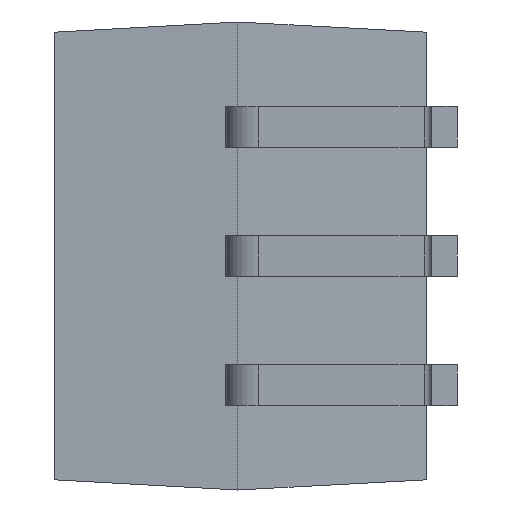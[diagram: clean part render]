
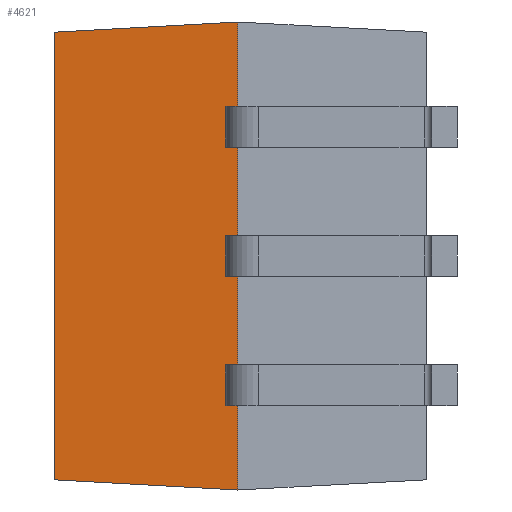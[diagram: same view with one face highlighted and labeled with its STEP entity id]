
A CAD part, left-side view. The second image highlights one B-rep face of the part: STEP entity #4621.
In plain terms, the highlighted planar face has unit normal (-0.999, 0.056, 0).
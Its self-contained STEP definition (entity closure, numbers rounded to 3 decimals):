
#472 = DIRECTION ( 'NONE',  ( 0.055, 0.997, -0.055 ) ) ;
#524 = VERTEX_POINT ( 'NONE', #2778 ) ;
#953 = VERTEX_POINT ( 'NONE', #3443 ) ;
#1282 = PLANE ( 'NONE',  #2600 ) ;
#1655 = CARTESIAN_POINT ( 'NONE',  ( -3.293, 3.771, -2.193 ) ) ;
#1692 = VECTOR ( 'NONE', #1986, 1000. ) ;
#1929 = FACE_OUTER_BOUND ( 'NONE', #3468, .T. ) ;
#1986 = DIRECTION ( 'NONE',  ( 0., 0., 1. ) ) ;
#2021 = EDGE_CURVE ( 'NONE', #953, #524, #4228, .T. ) ;
#2332 = LINE ( 'NONE', #4760, #1692 ) ;
#2600 = AXIS2_PLACEMENT_3D ( 'NONE', #5756, #3544, #4899 ) ;
#2674 = LINE ( 'NONE', #1655, #4793 ) ;
#2720 = CARTESIAN_POINT ( 'NONE',  ( -3.4, 1.85, -2.3 ) ) ;
#2768 = DIRECTION ( 'NONE',  ( 0., 0., -1. ) ) ;
#2778 = CARTESIAN_POINT ( 'NONE',  ( -3.3, 3.65, 2.2 ) ) ;
#2821 = VECTOR ( 'NONE', #2768, 1000. ) ;
#2902 = EDGE_CURVE ( 'NONE', #5062, #4615, #2674, .T. ) ;
#3073 = EDGE_CURVE ( 'NONE', #953, #5062, #4585, .T. ) ;
#3443 = CARTESIAN_POINT ( 'NONE',  ( -3.4, 1.85, 2.3 ) ) ;
#3468 = EDGE_LOOP ( 'NONE', ( #5640, #5419, #3790, #3783 ) ) ;
#3544 = DIRECTION ( 'NONE',  ( -0.998, 0.055, 0. ) ) ;
#3783 = ORIENTED_EDGE ( 'NONE', *, *, #3073, .F. ) ;
#3790 = ORIENTED_EDGE ( 'NONE', *, *, #2902, .F. ) ;
#4038 = CARTESIAN_POINT ( 'NONE',  ( -3.3, 3.65, -2.2 ) ) ;
#4151 = EDGE_CURVE ( 'NONE', #4615, #524, #2332, .T. ) ;
#4228 = LINE ( 'NONE', #5489, #5211 ) ;
#4585 = LINE ( 'NONE', #2720, #2821 ) ;
#4615 = VERTEX_POINT ( 'NONE', #4038 ) ;
#4621 = ADVANCED_FACE ( 'NONE', ( #1929 ), #1282, .T. ) ;
#4760 = CARTESIAN_POINT ( 'NONE',  ( -3.3, 3.65, 2.3 ) ) ;
#4793 = VECTOR ( 'NONE', #5341, 1000. ) ;
#4899 = DIRECTION ( 'NONE',  ( 0., 0., -1. ) ) ;
#5062 = VERTEX_POINT ( 'NONE', #5651 ) ;
#5211 = VECTOR ( 'NONE', #472, 1000. ) ;
#5341 = DIRECTION ( 'NONE',  ( 0.055, 0.997, 0.055 ) ) ;
#5419 = ORIENTED_EDGE ( 'NONE', *, *, #4151, .F. ) ;
#5489 = CARTESIAN_POINT ( 'NONE',  ( -3.293, 3.771, 2.193 ) ) ;
#5640 = ORIENTED_EDGE ( 'NONE', *, *, #2021, .T. ) ;
#5651 = CARTESIAN_POINT ( 'NONE',  ( -3.4, 1.85, -2.3 ) ) ;
#5756 = CARTESIAN_POINT ( 'NONE',  ( -3.3, 3.65, 0. ) ) ;
